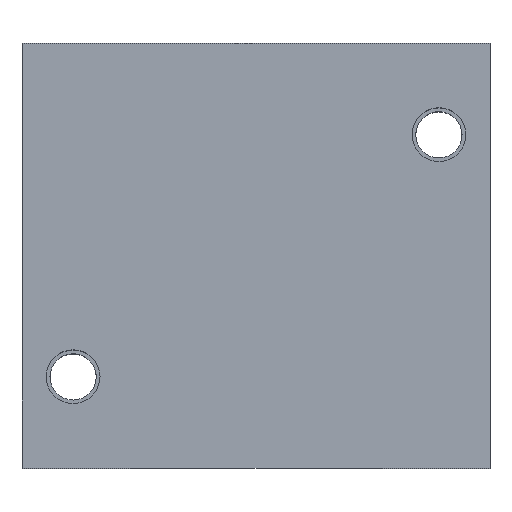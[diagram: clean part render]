
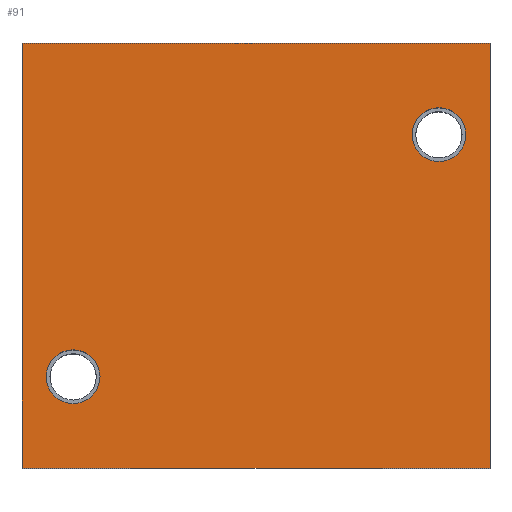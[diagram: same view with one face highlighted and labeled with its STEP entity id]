
A CAD part, top view. The second image highlights one B-rep face of the part: STEP entity #91.
In plain terms, the highlighted planar face has unit normal (0, 0, 1).
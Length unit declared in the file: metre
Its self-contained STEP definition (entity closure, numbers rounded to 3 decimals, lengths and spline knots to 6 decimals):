
#91 = ADVANCED_FACE( '', ( #194, #195, #196 ), #197, .T. );
#194 = FACE_BOUND( '', #303, .T. );
#195 = FACE_OUTER_BOUND( '', #304, .T. );
#196 = FACE_BOUND( '', #305, .T. );
#197 = PLANE( '', #306 );
#303 = EDGE_LOOP( '', ( #504 ) );
#304 = EDGE_LOOP( '', ( #505, #506, #507, #508 ) );
#305 = EDGE_LOOP( '', ( #509 ) );
#306 = AXIS2_PLACEMENT_3D( '', #510, #511, #512 );
#504 = ORIENTED_EDGE( '', *, *, #665, .T. );
#505 = ORIENTED_EDGE( '', *, *, #603, .F. );
#506 = ORIENTED_EDGE( '', *, *, #614, .F. );
#507 = ORIENTED_EDGE( '', *, *, #631, .T. );
#508 = ORIENTED_EDGE( '', *, *, #663, .T. );
#509 = ORIENTED_EDGE( '', *, *, #623, .T. );
#510 = CARTESIAN_POINT( '', ( -0.0435, -0.0395, 0.035 ) );
#511 = DIRECTION( '', ( 0., 0., 1. ) );
#512 = DIRECTION( '', ( 1., 0., 0. ) );
#603 = EDGE_CURVE( '', #708, #710, #711, .T. );
#614 = EDGE_CURVE( '', #728, #708, #730, .T. );
#623 = EDGE_CURVE( '', #743, #743, #744, .T. );
#631 = EDGE_CURVE( '', #728, #754, #756, .T. );
#663 = EDGE_CURVE( '', #754, #710, #804, .T. );
#665 = EDGE_CURVE( '', #806, #806, #807, .T. );
#708 = VERTEX_POINT( '', #861 );
#710 = VERTEX_POINT( '', #864 );
#711 = LINE( '', #865, #866 );
#728 = VERTEX_POINT( '', #888 );
#730 = LINE( '', #891, #892 );
#743 = VERTEX_POINT( '', #910 );
#744 = CIRCLE( '', #911, 0.005 );
#754 = VERTEX_POINT( '', #923 );
#756 = LINE( '', #926, #927 );
#804 = LINE( '', #988, #989 );
#806 = VERTEX_POINT( '', #991 );
#807 = CIRCLE( '', #992, 0.005 );
#861 = CARTESIAN_POINT( '', ( -0.0435, 0.0395, 0.035 ) );
#864 = CARTESIAN_POINT( '', ( 0.0435, 0.0395, 0.035 ) );
#865 = CARTESIAN_POINT( '', ( -0.0435, 0.0395, 0.035 ) );
#866 = VECTOR( '', #1033, 1. );
#888 = CARTESIAN_POINT( '', ( -0.0435, -0.0395, 0.035 ) );
#891 = CARTESIAN_POINT( '', ( -0.0435, -0.0395, 0.035 ) );
#892 = VECTOR( '', #1046, 1. );
#910 = CARTESIAN_POINT( '', ( -0.034, -0.0175, 0.035 ) );
#911 = AXIS2_PLACEMENT_3D( '', #1055, #1056, #1057 );
#923 = CARTESIAN_POINT( '', ( 0.0435, -0.0395, 0.035 ) );
#926 = CARTESIAN_POINT( '', ( -0.0435, -0.0395, 0.035 ) );
#927 = VECTOR( '', #1067, 1. );
#988 = CARTESIAN_POINT( '', ( 0.0435, -0.0395, 0.035 ) );
#989 = VECTOR( '', #1105, 1. );
#991 = CARTESIAN_POINT( '', ( 0.034, 0.0275, 0.035 ) );
#992 = AXIS2_PLACEMENT_3D( '', #1106, #1107, #1108 );
#1033 = DIRECTION( '', ( 1., 0., 0. ) );
#1046 = DIRECTION( '', ( 0., 1., 0. ) );
#1055 = CARTESIAN_POINT( '', ( -0.034, -0.0225, 0.035 ) );
#1056 = DIRECTION( '', ( 0., 0., -1. ) );
#1057 = DIRECTION( '', ( 0., 1., 0. ) );
#1067 = DIRECTION( '', ( 1., 0., 0. ) );
#1105 = DIRECTION( '', ( 0., 1., 0. ) );
#1106 = CARTESIAN_POINT( '', ( 0.034, 0.0225, 0.035 ) );
#1107 = DIRECTION( '', ( 0., 0., -1. ) );
#1108 = DIRECTION( '', ( 0., 1., 0. ) );
